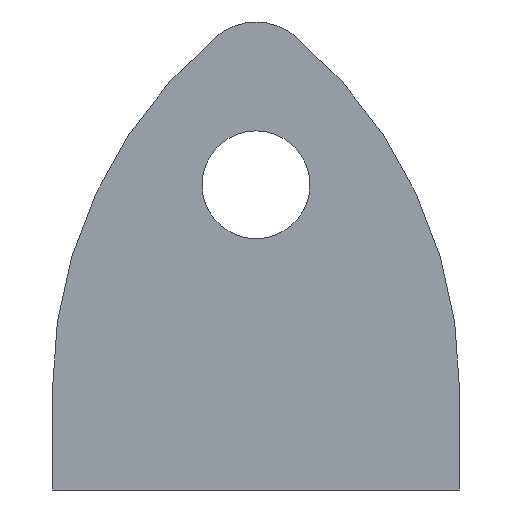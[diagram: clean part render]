
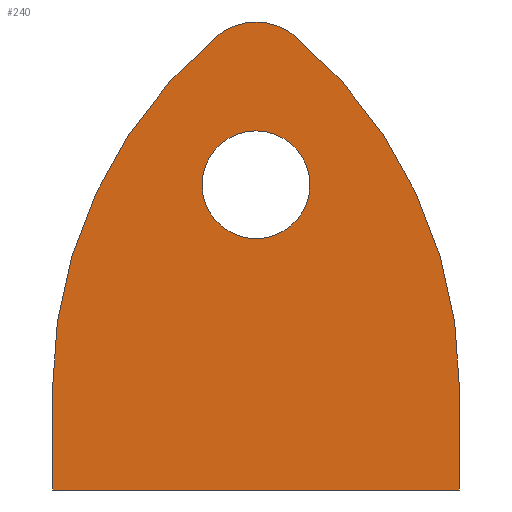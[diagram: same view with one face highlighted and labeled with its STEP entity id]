
A CAD part, front view. The second image highlights one B-rep face of the part: STEP entity #240.
In plain terms, the highlighted planar face has unit normal (0, -1, 0).
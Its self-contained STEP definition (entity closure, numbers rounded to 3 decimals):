
#17=FACE_BOUND('',#57,.T.);
#23=PLANE('',#286);
#41=FACE_OUTER_BOUND('',#56,.T.);
#56=EDGE_LOOP('',(#212,#213,#214,#215,#216,#217));
#57=EDGE_LOOP('',(#218));
#76=LINE('',#421,#95);
#77=LINE('',#424,#96);
#78=LINE('',#425,#97);
#95=VECTOR('',#352,10.);
#96=VECTOR('',#355,10.);
#97=VECTOR('',#356,10.);
#105=CIRCLE('',#272,2.65);
#106=CIRCLE('',#274,3.);
#108=CIRCLE('',#277,22.571);
#110=CIRCLE('',#280,22.571);
#118=VERTEX_POINT('',#380);
#119=VERTEX_POINT('',#384);
#120=VERTEX_POINT('',#385);
#123=VERTEX_POINT('',#393);
#125=VERTEX_POINT('',#399);
#131=VERTEX_POINT('',#419);
#132=VERTEX_POINT('',#423);
#142=EDGE_CURVE('',#118,#118,#105,.T.);
#143=EDGE_CURVE('',#119,#120,#106,.T.);
#147=EDGE_CURVE('',#120,#123,#108,.T.);
#150=EDGE_CURVE('',#125,#119,#110,.T.);
#161=EDGE_CURVE('',#131,#125,#76,.T.);
#162=EDGE_CURVE('',#132,#131,#77,.T.);
#163=EDGE_CURVE('',#132,#123,#78,.T.);
#212=ORIENTED_EDGE('',*,*,#162,.T.);
#213=ORIENTED_EDGE('',*,*,#161,.T.);
#214=ORIENTED_EDGE('',*,*,#150,.T.);
#215=ORIENTED_EDGE('',*,*,#143,.T.);
#216=ORIENTED_EDGE('',*,*,#147,.T.);
#217=ORIENTED_EDGE('',*,*,#163,.F.);
#218=ORIENTED_EDGE('',*,*,#142,.T.);
#240=ADVANCED_FACE('',(#41,#17),#23,.T.);
#272=AXIS2_PLACEMENT_3D('',#382,#312,#313);
#274=AXIS2_PLACEMENT_3D('',#386,#316,#317);
#277=AXIS2_PLACEMENT_3D('',#394,#324,#325);
#280=AXIS2_PLACEMENT_3D('',#400,#331,#332);
#286=AXIS2_PLACEMENT_3D('',#422,#353,#354);
#312=DIRECTION('center_axis',(0.,1.,0.));
#313=DIRECTION('ref_axis',(-1.,0.,0.));
#316=DIRECTION('center_axis',(0.,-1.,0.));
#317=DIRECTION('ref_axis',(0.642,0.,0.766));
#324=DIRECTION('center_axis',(0.,-1.,0.));
#325=DIRECTION('ref_axis',(-0.642,0.,0.766));
#331=DIRECTION('center_axis',(0.,-1.,0.));
#332=DIRECTION('ref_axis',(1.,0.,0.));
#352=DIRECTION('',(0.,0.,1.));
#353=DIRECTION('center_axis',(0.,-1.,0.));
#354=DIRECTION('ref_axis',(1.,0.,0.));
#355=DIRECTION('',(1.,0.,0.));
#356=DIRECTION('',(0.,0.,1.));
#380=CARTESIAN_POINT('',(-43.35,96.417,15.));
#382=CARTESIAN_POINT('Origin',(-46.,96.417,15.));
#384=CARTESIAN_POINT('',(-44.073,96.417,22.299));
#385=CARTESIAN_POINT('',(-47.927,96.417,22.299));
#386=CARTESIAN_POINT('Origin',(-46.,96.417,20.));
#393=CARTESIAN_POINT('',(-56.,96.417,5.));
#394=CARTESIAN_POINT('Origin',(-33.429,96.417,5.));
#399=CARTESIAN_POINT('',(-36.,96.417,5.));
#400=CARTESIAN_POINT('Origin',(-58.571,96.417,5.));
#419=CARTESIAN_POINT('',(-36.,96.417,0.));
#421=CARTESIAN_POINT('',(-36.,96.417,0.));
#422=CARTESIAN_POINT('Origin',(-56.,96.417,0.));
#423=CARTESIAN_POINT('',(-56.,96.417,0.));
#424=CARTESIAN_POINT('',(-56.,96.417,0.));
#425=CARTESIAN_POINT('',(-56.,96.417,0.));
